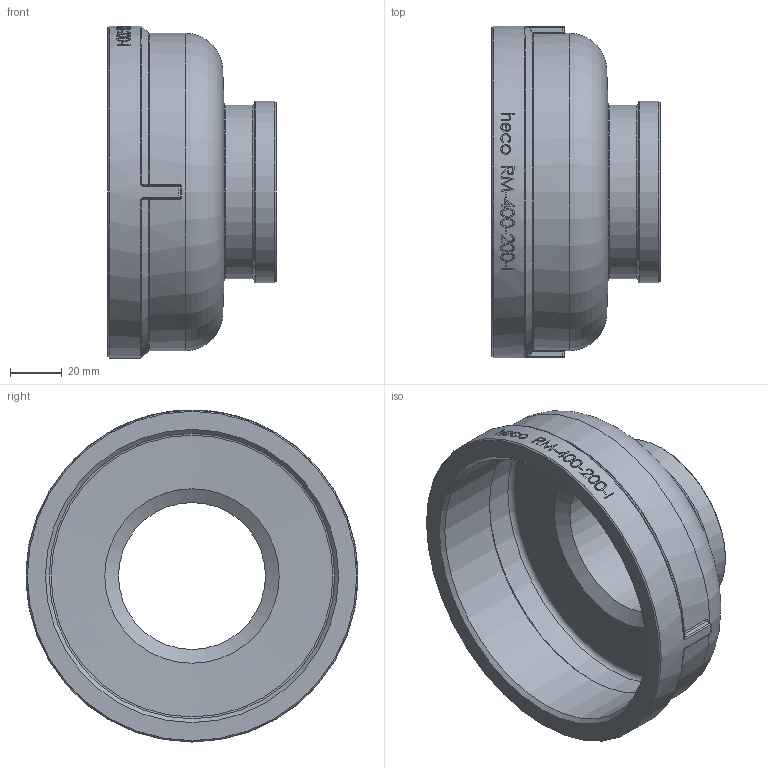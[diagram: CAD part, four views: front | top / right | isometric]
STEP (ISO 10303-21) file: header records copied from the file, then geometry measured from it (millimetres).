
FILE_DESCRIPTION (( 'STEP AP214' ), '1' );
FILE_NAME ('heco_RM-400-200-I Reduziermuffe 2305.STEP', '2023-05-15T09:52:17', ( '' ), ( '' ), 'SwSTEP 2.0', 'SolidWorks 2019', '' );
FILE_SCHEMA (( 'AUTOMOTIVE_DESIGN' ));
Length unit declared in the file: millimetre
Products named in the file (1): heco_RM-400-200-I Reduziermuffe 2305
Bounding box: 65 x 128 x 128.01 mm (x, y, z)
Volume: 150832.9 mm3; surface area: 57198.1 mm2
Topology: 1 solids, 1 shells, 251 faces, 628 edges, 400 vertices
Faces by surface type: bspline 112, plane 65, cylinder 43, torus 13, cone 10, sphere 8
Full cylindrical faces by diameter (mm): 56.656 x1, 67 x1, 70 x1, 110.072 x1, 112.5 x1, 122.428 x1, 128 x1
Entity records: 27485 total; most frequent: CARTESIAN_POINT 20629, ORIENTED_EDGE 1196, DIRECTION 678, EDGE_CURVE 598, VERTEX_POINT 394, B_SPLINE_CURVE_WITH_KNOTS 344, EDGE_LOOP 298, AXIS2_PLACEMENT_3D 284
